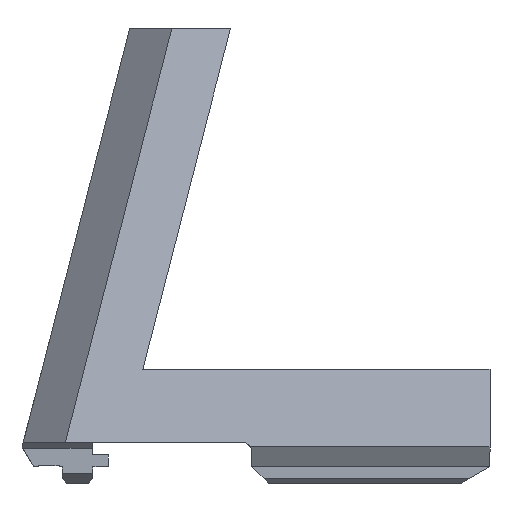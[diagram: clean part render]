
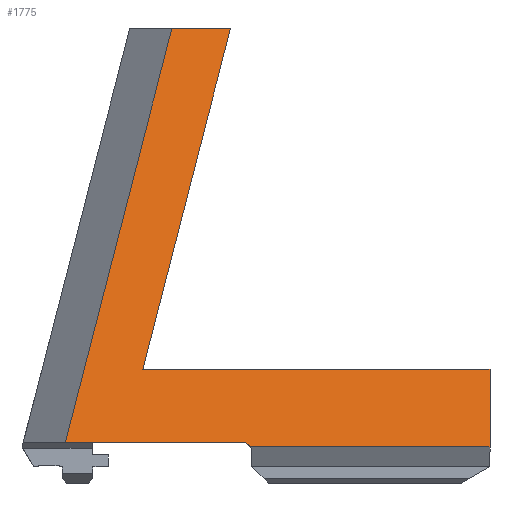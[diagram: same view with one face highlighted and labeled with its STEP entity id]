
A CAD part, front view. The second image highlights one B-rep face of the part: STEP entity #1775.
In plain terms, the highlighted planar face has unit normal (0, -0.968, 0.249).
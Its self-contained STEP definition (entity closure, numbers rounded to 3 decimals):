
#22 = ORIENTED_EDGE ( 'NONE', *, *, #836, .F. ) ;
#31 = CARTESIAN_POINT ( 'NONE',  ( -184.193, -277.568, 71.527 ) ) ;
#71 = CARTESIAN_POINT ( 'NONE',  ( 0., -277.568, 71.527 ) ) ;
#152 = CARTESIAN_POINT ( 'NONE',  ( 0., -294.454, 6. ) ) ;
#153 = ORIENTED_EDGE ( 'NONE', *, *, #1857, .T. ) ;
#262 = LINE ( 'NONE', #2524, #3253 ) ;
#285 = VERTEX_POINT ( 'NONE', #1097 ) ;
#575 = CARTESIAN_POINT ( 'NONE',  ( -184.193, -294.752, 4.842 ) ) ;
#640 = LINE ( 'NONE', #575, #761 ) ;
#723 = LINE ( 'NONE', #739, #2356 ) ;
#739 = CARTESIAN_POINT ( 'NONE',  ( -159.737, -316.168, -78.263 ) ) ;
#740 = DIRECTION ( 'NONE',  ( -0.242, -0.242, -0.94 ) ) ;
#761 = VECTOR ( 'NONE', #3131, 1000. ) ;
#781 = EDGE_CURVE ( 'NONE', #3220, #869, #640, .T. ) ;
#801 = CARTESIAN_POINT ( 'NONE',  ( -247.734, -268.388, 107.153 ) ) ;
#808 = DIRECTION ( 'NONE',  ( 1., 0., 0. ) ) ;
#836 = EDGE_CURVE ( 'NONE', #285, #1690, #1060, .T. ) ;
#869 = VERTEX_POINT ( 'NONE', #1046 ) ;
#1005 = VERTEX_POINT ( 'NONE', #1576 ) ;
#1046 = CARTESIAN_POINT ( 'NONE',  ( -184.193, -294.752, 4.842 ) ) ;
#1060 = LINE ( 'NONE', #2312, #1773 ) ;
#1069 = ORIENTED_EDGE ( 'NONE', *, *, #781, .T. ) ;
#1097 = CARTESIAN_POINT ( 'NONE',  ( -262.081, -268.388, 107.153 ) ) ;
#1184 = AXIS2_PLACEMENT_3D ( 'NONE', #71, #2568, #1350 ) ;
#1251 = VECTOR ( 'NONE', #1821, 1000. ) ;
#1255 = DIRECTION ( 'NONE',  ( 0., 0.25, 0.968 ) ) ;
#1281 = CARTESIAN_POINT ( 'NONE',  ( -269.195, -289.848, 23.873 ) ) ;
#1286 = EDGE_CURVE ( 'NONE', #869, #1005, #3011, .T. ) ;
#1291 = EDGE_CURVE ( 'NONE', #2316, #3220, #723, .T. ) ;
#1348 = VECTOR ( 'NONE', #2935, 1000. ) ;
#1350 = DIRECTION ( 'NONE',  ( 0., 0.25, 0.968 ) ) ;
#1415 = LINE ( 'NONE', #152, #1348 ) ;
#1485 = CARTESIAN_POINT ( 'NONE',  ( -288.147, -294.454, 6. ) ) ;
#1488 = DIRECTION ( 'NONE',  ( 0.696, -0.179, -0.696 ) ) ;
#1505 = VECTOR ( 'NONE', #1255, 1000. ) ;
#1560 = VECTOR ( 'NONE', #3251, 1000. ) ;
#1576 = CARTESIAN_POINT ( 'NONE',  ( -184.193, -289.848, 23.873 ) ) ;
#1596 = VERTEX_POINT ( 'NONE', #1485 ) ;
#1629 = CARTESIAN_POINT ( 'NONE',  ( -242.842, -294.752, 4.842 ) ) ;
#1662 = ORIENTED_EDGE ( 'NONE', *, *, #1286, .T. ) ;
#1690 = VERTEX_POINT ( 'NONE', #2300 ) ;
#1773 = VECTOR ( 'NONE', #808, 1000. ) ;
#1775 = ADVANCED_FACE ( 'NONE', ( #3107 ), #2613, .F. ) ;
#1821 = DIRECTION ( 'NONE',  ( -0.242, -0.242, -0.94 ) ) ;
#1857 = EDGE_CURVE ( 'NONE', #1596, #2316, #1415, .T. ) ;
#1996 = EDGE_CURVE ( 'NONE', #2711, #1005, #2532, .T. ) ;
#2169 = EDGE_LOOP ( 'NONE', ( #2642, #3057, #22, #2186, #153, #2674, #1069, #1662 ) ) ;
#2186 = ORIENTED_EDGE ( 'NONE', *, *, #2402, .T. ) ;
#2234 = CARTESIAN_POINT ( 'NONE',  ( -244., -294.454, 6. ) ) ;
#2262 = CARTESIAN_POINT ( 'NONE',  ( -270.193, -289.848, 23.873 ) ) ;
#2298 = LINE ( 'NONE', #801, #1251 ) ;
#2300 = CARTESIAN_POINT ( 'NONE',  ( -247.734, -268.388, 107.153 ) ) ;
#2312 = CARTESIAN_POINT ( 'NONE',  ( 0., -268.388, 107.153 ) ) ;
#2316 = VERTEX_POINT ( 'NONE', #2234 ) ;
#2356 = VECTOR ( 'NONE', #1488, 1000. ) ;
#2402 = EDGE_CURVE ( 'NONE', #285, #1596, #262, .T. ) ;
#2524 = CARTESIAN_POINT ( 'NONE',  ( -255.36, -261.667, 133.234 ) ) ;
#2532 = LINE ( 'NONE', #2262, #1560 ) ;
#2568 = DIRECTION ( 'NONE',  ( 0., 0.968, -0.25 ) ) ;
#2613 = PLANE ( 'NONE',  #1184 ) ;
#2642 = ORIENTED_EDGE ( 'NONE', *, *, #1996, .F. ) ;
#2674 = ORIENTED_EDGE ( 'NONE', *, *, #1291, .T. ) ;
#2711 = VERTEX_POINT ( 'NONE', #1281 ) ;
#2713 = EDGE_CURVE ( 'NONE', #1690, #2711, #2298, .T. ) ;
#2935 = DIRECTION ( 'NONE',  ( 1., 0., 0. ) ) ;
#3011 = LINE ( 'NONE', #31, #1505 ) ;
#3057 = ORIENTED_EDGE ( 'NONE', *, *, #2713, .F. ) ;
#3107 = FACE_OUTER_BOUND ( 'NONE', #2169, .T. ) ;
#3131 = DIRECTION ( 'NONE',  ( 1., 0., 0. ) ) ;
#3220 = VERTEX_POINT ( 'NONE', #1629 ) ;
#3251 = DIRECTION ( 'NONE',  ( 1., 0., 0. ) ) ;
#3253 = VECTOR ( 'NONE', #740, 1000. ) ;
